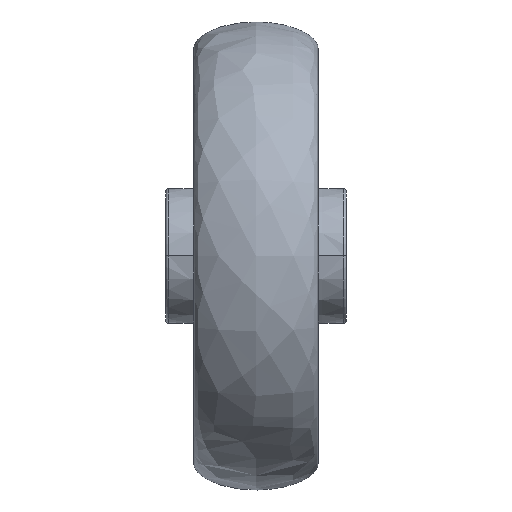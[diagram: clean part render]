
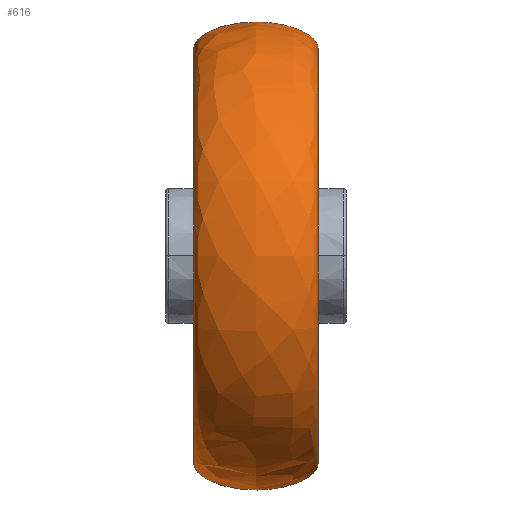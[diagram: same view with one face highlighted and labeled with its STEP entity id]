
A CAD part, top view. The second image highlights one B-rep face of the part: STEP entity #616.
In plain terms, the highlighted free-form (B-spline) face has degree [3, 3] with [4, 4] control points.
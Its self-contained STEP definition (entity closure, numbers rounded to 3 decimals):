
#298 = VERTEX_POINT ( 'NONE', #5194 ) ;
#552 = VERTEX_POINT ( 'NONE', #5983 ) ;
#616 = ADVANCED_FACE ( 'NONE', ( #3058 ), #1449, .F. ) ;
#686 = CARTESIAN_POINT ( 'NONE',  ( -28.042, -61.577, 0. ) ) ;
#990 = EDGE_CURVE ( 'NONE', #298, #552, #1898, .T. ) ;
#1034 = CARTESIAN_POINT ( 'NONE',  ( -28.042, 70.423, 0. ) ) ;
#1060 = ORIENTED_EDGE ( 'NONE', *, *, #2815, .F. ) ;
#1102 = ORIENTED_EDGE ( 'NONE', *, *, #6045, .T. ) ;
#1411 = AXIS2_PLACEMENT_3D ( 'NONE', #2202, #7246, #4816 ) ;
#1449 =( BOUNDED_SURFACE ( )  B_SPLINE_SURFACE ( 3, 3, ( 
 ( #7342, #3291, #3319, #3342 ),
 ( #3351, #3367, #3380, #3401 ),
 ( #3433, #3455, #3465, #3480 ),
 ( #3539, #3557, #3570, #3580 ) ),
 .UNSPECIFIED., .F., .F., .T. ) 
 B_SPLINE_SURFACE_WITH_KNOTS ( ( 4, 4 ),
 ( 4, 4 ),
 ( 0., 1. ),
 ( 0., 1. ),
 .UNSPECIFIED. ) 
 GEOMETRIC_REPRESENTATION_ITEM ( )  RATIONAL_B_SPLINE_SURFACE ( (
 ( 1., 0.333, 0.333, 1.),
 ( 0.333, 0.111, 0.111, 0.333),
 ( 0.333, 0.111, 0.111, 0.333),
 ( 1., 0.333, 0.333, 1.) ) ) 
 REPRESENTATION_ITEM ( '' )  SURFACE ( )  );
#1509 = VERTEX_POINT ( 'NONE', #686 ) ;
#1656 = CARTESIAN_POINT ( 'NONE',  ( 11.958, 70.423, 0. ) ) ;
#1898 = CIRCLE ( 'NONE', #2581, 66. ) ;
#2202 = CARTESIAN_POINT ( 'NONE',  ( -28.042, 4.423, 0. ) ) ;
#2352 = CARTESIAN_POINT ( 'NONE',  ( -28.042, -61.577, 0. ) ) ;
#2385 = CARTESIAN_POINT ( 'NONE',  ( -28.042, -79.577, 0. ) ) ;
#2581 = AXIS2_PLACEMENT_3D ( 'NONE', #6087, #4928, #5570 ) ;
#2815 = EDGE_CURVE ( 'NONE', #298, #1509, #3755, .T. ) ;
#2843 = VERTEX_POINT ( 'NONE', #1034 ) ;
#2964 = CARTESIAN_POINT ( 'NONE',  ( 11.958, -61.577, 0. ) ) ;
#3000 = CARTESIAN_POINT ( 'NONE',  ( 11.958, -79.577, 0. ) ) ;
#3022 = CARTESIAN_POINT ( 'NONE',  ( -28.042, 88.423, 0. ) ) ;
#3058 = FACE_OUTER_BOUND ( 'NONE', #3812, .T. ) ;
#3291 = CARTESIAN_POINT ( 'NONE',  ( 11.958, -61.577, 132. ) ) ;
#3319 = CARTESIAN_POINT ( 'NONE',  ( 11.958, 70.423, 132. ) ) ;
#3342 = CARTESIAN_POINT ( 'NONE',  ( 11.958, 70.423, 0. ) ) ;
#3351 = CARTESIAN_POINT ( 'NONE',  ( 11.958, -79.577, 0. ) ) ;
#3367 = CARTESIAN_POINT ( 'NONE',  ( 11.958, -79.577, 168. ) ) ;
#3380 = CARTESIAN_POINT ( 'NONE',  ( 11.958, 88.423, 168. ) ) ;
#3401 = CARTESIAN_POINT ( 'NONE',  ( 11.958, 88.423, 0. ) ) ;
#3433 = CARTESIAN_POINT ( 'NONE',  ( -28.042, -79.577, 0. ) ) ;
#3455 = CARTESIAN_POINT ( 'NONE',  ( -28.042, -79.577, 168. ) ) ;
#3465 = CARTESIAN_POINT ( 'NONE',  ( -28.042, 88.423, 168. ) ) ;
#3471 = EDGE_CURVE ( 'NONE', #1509, #2843, #4324, .T. ) ;
#3480 = CARTESIAN_POINT ( 'NONE',  ( -28.042, 88.423, 0. ) ) ;
#3539 = CARTESIAN_POINT ( 'NONE',  ( -28.042, -61.577, 0. ) ) ;
#3557 = CARTESIAN_POINT ( 'NONE',  ( -28.042, -61.577, 132. ) ) ;
#3570 = CARTESIAN_POINT ( 'NONE',  ( -28.042, 70.423, 132. ) ) ;
#3580 = CARTESIAN_POINT ( 'NONE',  ( -28.042, 70.423, 0. ) ) ;
#3755 =( BOUNDED_CURVE ( )  B_SPLINE_CURVE ( 3, ( #2964, #3000, #2385, #2352 ),
 .UNSPECIFIED., .F., .F. ) 
 B_SPLINE_CURVE_WITH_KNOTS ( ( 4, 4 ),
 ( 0., 3.142 ),
 .UNSPECIFIED. ) 
 CURVE ( )  GEOMETRIC_REPRESENTATION_ITEM ( )  RATIONAL_B_SPLINE_CURVE ( ( 1., 0.333, 0.333, 1. ) ) 
 REPRESENTATION_ITEM ( '' )  );
#3812 = EDGE_LOOP ( 'NONE', ( #1060, #5688, #1102, #4743 ) ) ;
#4324 = CIRCLE ( 'NONE', #1411, 66. ) ;
#4743 = ORIENTED_EDGE ( 'NONE', *, *, #3471, .F. ) ;
#4816 = DIRECTION ( 'NONE',  ( 0., 1., 0. ) ) ;
#4928 = DIRECTION ( 'NONE',  ( -1., 0., 0. ) ) ;
#5041 =( BOUNDED_CURVE ( )  B_SPLINE_CURVE ( 3, ( #1656, #5594, #3022, #7453 ),
 .UNSPECIFIED., .F., .F. ) 
 B_SPLINE_CURVE_WITH_KNOTS ( ( 4, 4 ),
 ( 0., 3.142 ),
 .UNSPECIFIED. ) 
 CURVE ( )  GEOMETRIC_REPRESENTATION_ITEM ( )  RATIONAL_B_SPLINE_CURVE ( ( 1., 0.333, 0.333, 1. ) ) 
 REPRESENTATION_ITEM ( '' )  );
#5194 = CARTESIAN_POINT ( 'NONE',  ( 11.958, -61.577, 0. ) ) ;
#5570 = DIRECTION ( 'NONE',  ( 0., 1., 0. ) ) ;
#5594 = CARTESIAN_POINT ( 'NONE',  ( 11.958, 88.423, 0. ) ) ;
#5688 = ORIENTED_EDGE ( 'NONE', *, *, #990, .T. ) ;
#5983 = CARTESIAN_POINT ( 'NONE',  ( 11.958, 70.423, 0. ) ) ;
#6045 = EDGE_CURVE ( 'NONE', #552, #2843, #5041, .T. ) ;
#6087 = CARTESIAN_POINT ( 'NONE',  ( 11.958, 4.423, 0. ) ) ;
#7246 = DIRECTION ( 'NONE',  ( -1., 0., 0. ) ) ;
#7342 = CARTESIAN_POINT ( 'NONE',  ( 11.958, -61.577, 0. ) ) ;
#7453 = CARTESIAN_POINT ( 'NONE',  ( -28.042, 70.423, 0. ) ) ;
